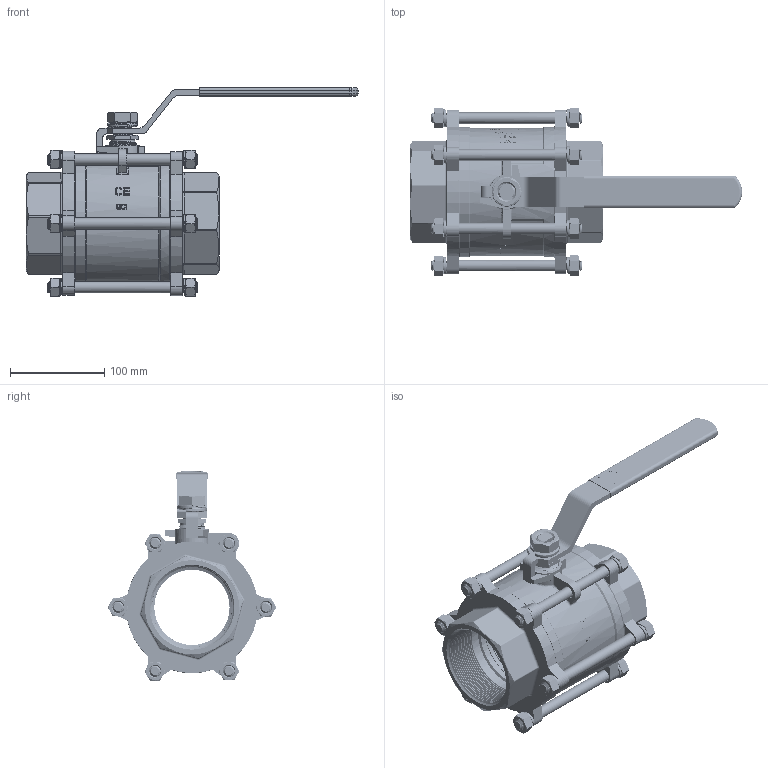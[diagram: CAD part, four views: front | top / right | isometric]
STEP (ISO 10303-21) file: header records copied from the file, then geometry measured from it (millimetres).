
FILE_DESCRIPTION(/* description */ (''),/* implementation_level */ '2;1');
FILE_NAME(/* name */ '911_911_0_80.stp',/* time_stamp */ '2021-09-22T17:03:46+02:00',/* author */ ('sga-ext'),/* organization */ (''),/* preprocessor_version */ 'ST-DEVELOPER v18.1',/* originating_system */ 'Autodesk Inventor 2021',/* authorisation */ '');
FILE_SCHEMA (('AUTOMOTIVE_DESIGN { 1 0 10303 214 3 1 1 }'));
Products named in the file (1): ENG-068742
Bounding box: 352.31 x 178.84 x 221.84 mm (x, y, z)
Volume: 1378941.9 mm3; surface area: 402943.4 mm2
Topology: 11 solids, 11 shells, 2466 faces, 7254 edges, 4732 vertices
Faces by surface type: plane 1340, cylinder 477, bspline 370, cone 233, torus 33, sphere 13
Full cylindrical faces by diameter (mm): 10.25 x9, 11.9 x84, 13 x12, 13.8 x1, 17.8 x1, 20 x1, 20.5 x2, 25 x1, 25.5 x1, 27 x1, 27.2 x6, 28.5 x5, 36 x1, 80.1 x5, 85 x30, 106 x2, 125.1 x1, 131 x2, 135.4 x1, 138.4 x2, 139.6 x2
Entity records: 231715 total; most frequent: CARTESIAN_POINT 170004, ORIENTED_EDGE 14526, DIRECTION 9593, EDGE_CURVE 7263, VERTEX_POINT 4743, AXIS2_PLACEMENT_3D 3487, B_SPLINE_CURVE_WITH_KNOTS 2890, LINE 2619
